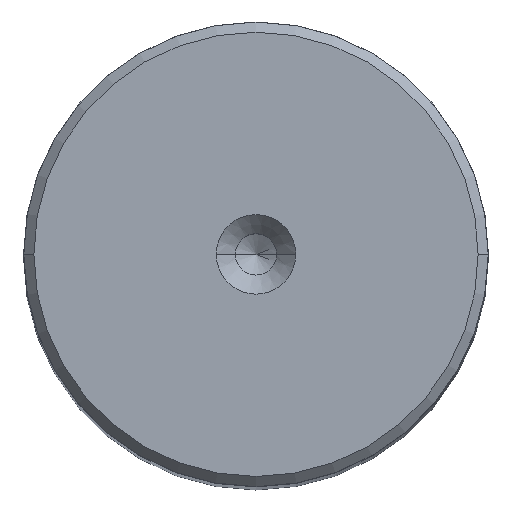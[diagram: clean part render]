
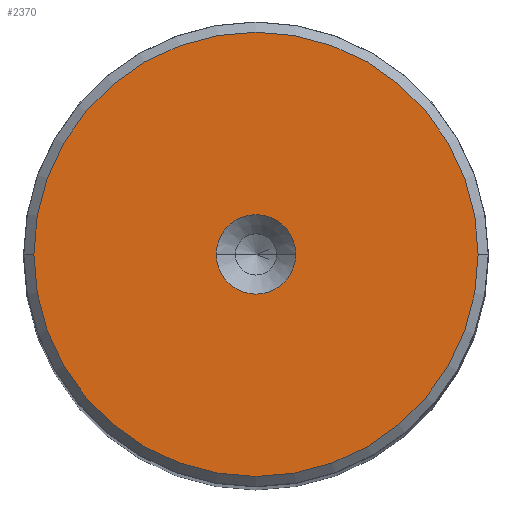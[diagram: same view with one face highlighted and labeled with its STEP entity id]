
A CAD part, top view. The second image highlights one B-rep face of the part: STEP entity #2370.
In plain terms, the highlighted planar face has unit normal (0, 0, 1).
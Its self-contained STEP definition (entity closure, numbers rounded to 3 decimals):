
#179 = ORIENTED_EDGE ( 'NONE', *, *, #1255, .T. ) ;
#232 = CIRCLE ( 'NONE', #1435, 3.85 ) ;
#271 = EDGE_CURVE ( 'NONE', #384, #1647, #232, .T. ) ;
#296 = CARTESIAN_POINT ( 'NONE',  ( -21.514, 0., 180. ) ) ;
#384 = VERTEX_POINT ( 'NONE', #760 ) ;
#403 = CARTESIAN_POINT ( 'NONE',  ( 21.514, 0., 180. ) ) ;
#462 = ORIENTED_EDGE ( 'NONE', *, *, #1854, .F. ) ;
#472 = AXIS2_PLACEMENT_3D ( 'NONE', #1076, #2543, #1506 ) ;
#551 = FACE_BOUND ( 'NONE', #609, .T. ) ;
#609 = EDGE_LOOP ( 'NONE', ( #462, #717 ) ) ;
#717 = ORIENTED_EDGE ( 'NONE', *, *, #271, .F. ) ;
#760 = CARTESIAN_POINT ( 'NONE',  ( -3.85, 0., 180. ) ) ;
#768 = DIRECTION ( 'NONE',  ( 0., 0., 1. ) ) ;
#842 = ORIENTED_EDGE ( 'NONE', *, *, #2377, .T. ) ;
#936 = DIRECTION ( 'NONE',  ( 1., 0., 0. ) ) ;
#948 = EDGE_LOOP ( 'NONE', ( #842, #179 ) ) ;
#951 = CIRCLE ( 'NONE', #1405, 21.514 ) ;
#982 = CIRCLE ( 'NONE', #472, 3.85 ) ;
#1076 = CARTESIAN_POINT ( 'NONE',  ( 0., 0., 180. ) ) ;
#1185 = CARTESIAN_POINT ( 'NONE',  ( 0., 0., 180. ) ) ;
#1208 = CIRCLE ( 'NONE', #1460, 21.514 ) ;
#1255 = EDGE_CURVE ( 'NONE', #1769, #2028, #951, .T. ) ;
#1405 = AXIS2_PLACEMENT_3D ( 'NONE', #2030, #1816, #936 ) ;
#1435 = AXIS2_PLACEMENT_3D ( 'NONE', #2343, #2577, #1953 ) ;
#1460 = AXIS2_PLACEMENT_3D ( 'NONE', #1185, #768, #1604 ) ;
#1506 = DIRECTION ( 'NONE',  ( 1., 0., 0. ) ) ;
#1604 = DIRECTION ( 'NONE',  ( 1., 0., 0. ) ) ;
#1647 = VERTEX_POINT ( 'NONE', #1662 ) ;
#1662 = CARTESIAN_POINT ( 'NONE',  ( 3.85, 0., 180. ) ) ;
#1769 = VERTEX_POINT ( 'NONE', #403 ) ;
#1774 = FACE_OUTER_BOUND ( 'NONE', #948, .T. ) ;
#1816 = DIRECTION ( 'NONE',  ( 0., 0., 1. ) ) ;
#1854 = EDGE_CURVE ( 'NONE', #1647, #384, #982, .T. ) ;
#1953 = DIRECTION ( 'NONE',  ( 1., 0., 0. ) ) ;
#2028 = VERTEX_POINT ( 'NONE', #296 ) ;
#2030 = CARTESIAN_POINT ( 'NONE',  ( 0., 0., 180. ) ) ;
#2222 = CARTESIAN_POINT ( 'NONE',  ( 0., 0., 180. ) ) ;
#2230 = DIRECTION ( 'NONE',  ( 1., 0., 0. ) ) ;
#2343 = CARTESIAN_POINT ( 'NONE',  ( 0., 0., 180. ) ) ;
#2370 = ADVANCED_FACE ( 'NONE', ( #551, #1774 ), #2452, .T. ) ;
#2377 = EDGE_CURVE ( 'NONE', #2028, #1769, #1208, .T. ) ;
#2427 = DIRECTION ( 'NONE',  ( 0., 0., 1. ) ) ;
#2450 = AXIS2_PLACEMENT_3D ( 'NONE', #2222, #2427, #2230 ) ;
#2452 = PLANE ( 'NONE',  #2450 ) ;
#2543 = DIRECTION ( 'NONE',  ( 0., 0., 1. ) ) ;
#2577 = DIRECTION ( 'NONE',  ( 0., 0., 1. ) ) ;
